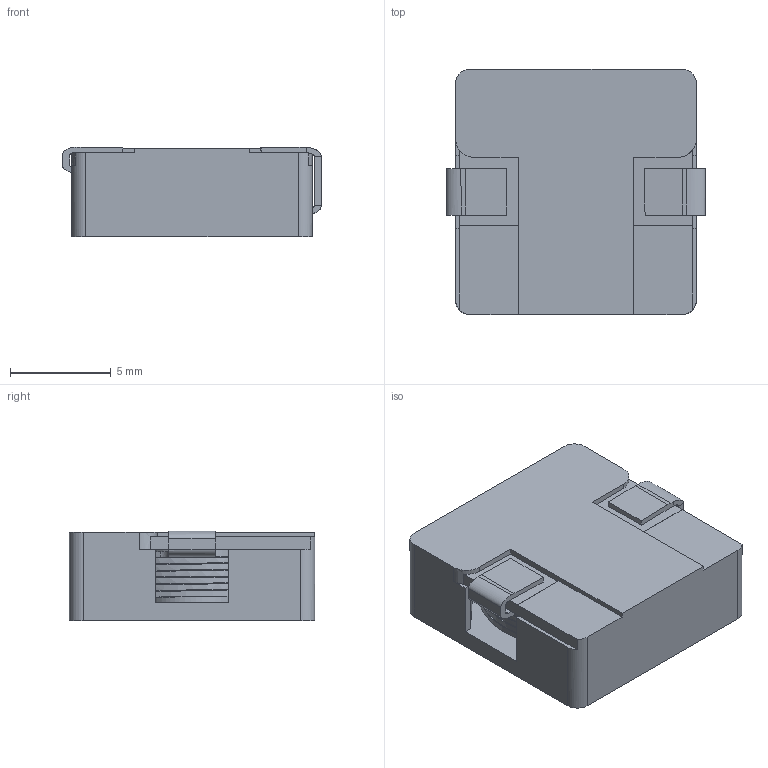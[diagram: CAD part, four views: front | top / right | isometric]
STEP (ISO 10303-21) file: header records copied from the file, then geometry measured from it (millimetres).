
FILE_DESCRIPTION(/* description */ ('Unknown'),/* implementation_level */ '2;1');
FILE_NAME(/* name */ 'HM73-20XXXLF',/* time_stamp */ '2021-12-21T11:38:52+08:00',/* author */ ('Unknown'),/* organization */ ('Unknown'),/* preprocessor_version */ 'ST-DEVELOPER v16.7',/* originating_system */ 'Solid Edge',/* authorisation */ 'Unknown');
FILE_SCHEMA (('AUTOMOTIVE_DESIGN {1 0 10303 214 3 1 1}'));
Length unit declared in the file: millimetre
Products named in the file (1): HM73-20
Bounding box: 12.87 x 12.21 x 4.48 mm (x, y, z)
Volume: 555.6 mm3; surface area: 1599.4 mm2
Topology: 2 solids, 2 shells, 218 faces, 578 edges, 376 vertices
Faces by surface type: plane 172, bspline 42, cylinder 4
Entity records: 9692 total; most frequent: CARTESIAN_POINT 3250, ORIENTED_EDGE 1146, DIRECTION 759, EDGE_CURVE 573, LINE 385, VECTOR 385, VERTEX_POINT 376, EDGE_LOOP 243
